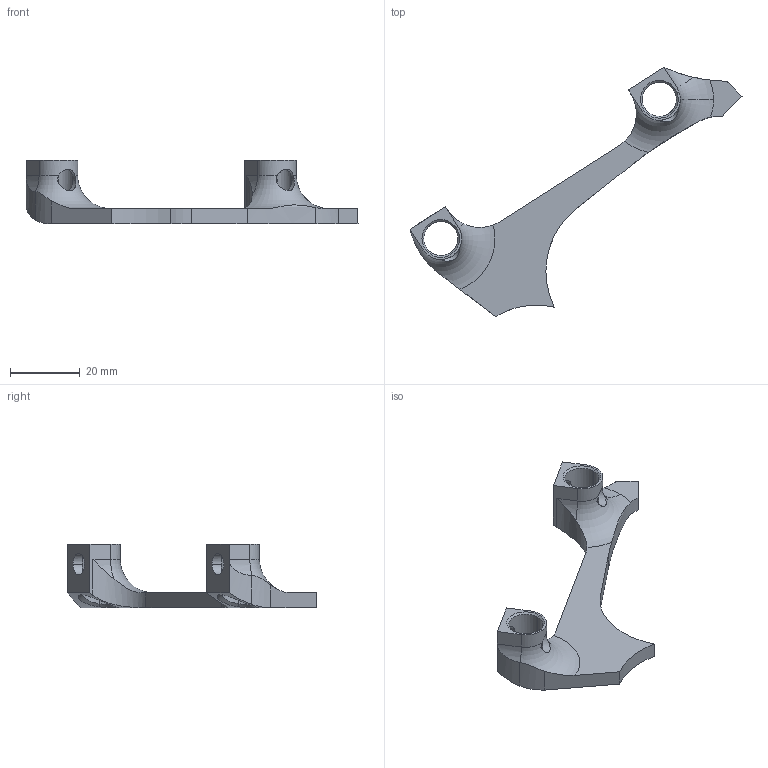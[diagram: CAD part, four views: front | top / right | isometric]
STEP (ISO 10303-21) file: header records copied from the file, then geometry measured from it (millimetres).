
FILE_DESCRIPTION (( 'STEP AP214' ), '1' );
FILE_NAME ('BK0073_2073.STEP', '2025-04-11T15:06:43', ( '' ), ( '' ), 'SwSTEP 2.0', 'SolidWorks 2023', '' );
FILE_SCHEMA (( 'AUTOMOTIVE_DESIGN' ));
Length unit declared in the file: millimetre
Products named in the file (1): BK0073_2073
Bounding box: 95.07 x 71.32 x 18.2 mm (x, y, z)
Volume: 8288.3 mm3; surface area: 5884.7 mm2
Topology: 1 solids, 1 shells, 58 faces, 162 edges, 104 vertices
Faces by surface type: cylinder 31, plane 16, bspline 4, cone 4, torus 3
Entity records: 5027 total; most frequent: CARTESIAN_POINT 3561, ORIENTED_EDGE 324, DIRECTION 268, EDGE_CURVE 162, VERTEX_POINT 104, AXIS2_PLACEMENT_3D 101, EDGE_LOOP 68, LINE 66
